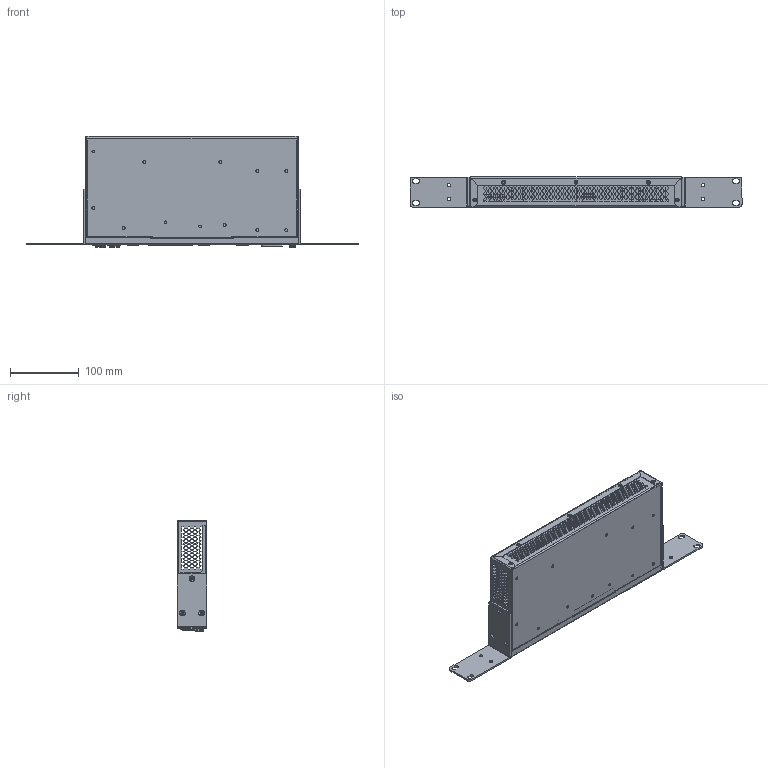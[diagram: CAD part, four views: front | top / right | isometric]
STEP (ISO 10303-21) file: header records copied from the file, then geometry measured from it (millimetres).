
FILE_DESCRIPTION (( 'STEP AP214' ), '1' );
FILE_NAME ('MES2300-08.STEP', '2025-01-29T07:20:19', ( '' ), ( '' ), 'SwSTEP 2.0', 'SolidWorks 2023', '' );
FILE_SCHEMA (( 'AUTOMOTIVE_DESIGN' ));
Length unit declared in the file: millimetre
Products named in the file (20): __MES2300-08AC.1v1(0).19.1.030; __MES2300-08AC.1v1(1).19.1.010; __FLANGE.01.001.XXX_RAL7043; __MES2300-08AC.1v1(1).19.1.011; __DIN6798 А_DIN 6798A-4.3; __CASE-SM-IND-07.004_CASE-SM-IND-07.003; __DIN7985 M4_DIN7985 M4x10; __SC9R1_SC9R1; __RJ45_2X4_8P8C_WL_RJ45_2X4_8P8C_WL_kingsun 3027s-48831 v2; __ПП MES2300-08(P) (1v1); __KINSIN3027_KINSIN3027; __MES2300-08AC.1v1(0).19.1.031_RAL7043; __LED2X1A694B2SYG_LED2X1A694B2SYG_FLR-32W04P (model); __MES2300-08AC.1v0(0).19.1.021; __MES2300-08AC.19.1.000.RAL7043.1v1(1); __ПП spm30220x12 (4v0); __MES2300-08AC.1v0(0).19.1.020; MES2300-08; __RJ45_1X1_SH_RJ45_1X1_SH_3019AB5611(KINSUN); __SFP_CAGE_1X1_SFP_CAGE_1X1
Assembly tree (22 placements, depth 4):
  MES2300-08
    __ПП MES2300-08(P) (1v1)
      __LED2X1A694B2SYG_LED2X1A694B2SYG_FLR-32W04P (model)  x2
      __SFP_CAGE_1X1_SFP_CAGE_1X1  x2
      __RJ45_2X4_8P8C_WL_RJ45_2X4_8P8C_WL_kingsun 3027s-48831 v2
      __KINSIN3027_KINSIN3027
      __RJ45_1X1_SH_RJ45_1X1_SH_3019AB5611(KINSUN)
    __ПП spm30220x12 (4v0)
      __SC9R1_SC9R1
    __MES2300-08AC.19.1.000.RAL7043.1v1(1)
      __MES2300-08AC.1v1(1).19.1.010
        __MES2300-08AC.1v1(1).19.1.011
      __MES2300-08AC.1v0(0).19.1.020
        __MES2300-08AC.1v0(0).19.1.021
      __FLANGE.01.001.XXX_RAL7043  x2
      __MES2300-08AC.1v1(0).19.1.030
        __MES2300-08AC.1v1(0).19.1.031_RAL7043
    __CASE-SM-IND-07.004_CASE-SM-IND-07.003
    __DIN7985 M4_DIN7985 M4x10
    __DIN6798 А_DIN 6798A-4.3
Bounding box: 482.6 x 43.6 x 162.72 mm (x, y, z)
Volume: 237220 mm3; surface area: 366989 mm2
Topology: 19 solids, 19 shells, 7282 faces, 21336 edges, 14093 vertices
Faces by surface type: plane 5833, cylinder 1222, cone 110, bspline 91, torus 24, sphere 2
Entity records: 211711 total; most frequent: CARTESIAN_POINT 41162, ORIENTED_EDGE 36576, DIRECTION 32650, EDGE_CURVE 18288, VECTOR 15692, LINE 15692, VERTEX_POINT 12081, AXIS2_PLACEMENT_3D 8479
